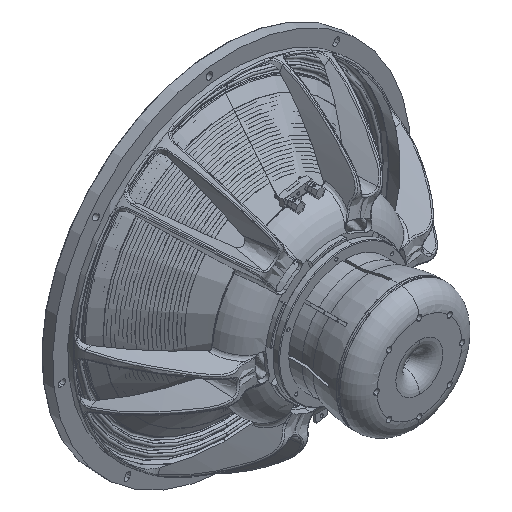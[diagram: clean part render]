
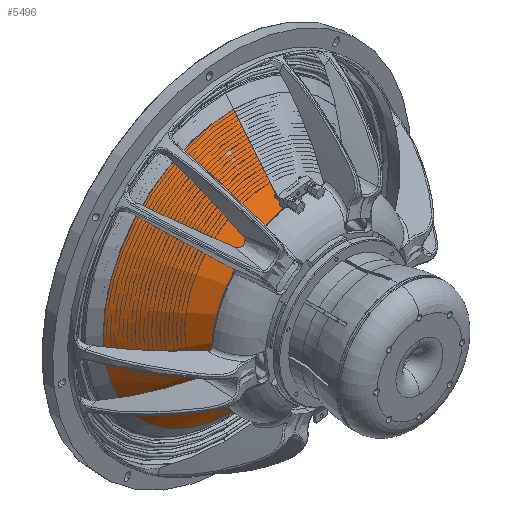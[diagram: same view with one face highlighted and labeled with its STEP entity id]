
A CAD part, isometric view. The second image highlights one B-rep face of the part: STEP entity #5496.
In plain terms, the highlighted conical face has half-angle 50.737 degrees and reference radius 68.7 mm.
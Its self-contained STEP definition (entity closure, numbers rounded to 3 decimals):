
#24 = CARTESIAN_POINT ( 'NONE',  ( 0., 177.011, 0. ) ) ;
#4847 = LINE ( 'NONE', #94177, #45301 ) ;
#5130 = AXIS2_PLACEMENT_3D ( 'NONE', #24, #30314, #60547 ) ;
#5496 = ADVANCED_FACE ( 'NONE', ( #82207 ), #17000, .T. ) ;
#7024 = VERTEX_POINT ( 'NONE', #8833 ) ;
#8833 = CARTESIAN_POINT ( 'NONE',  ( 0., 177.011, -68.7 ) ) ;
#15651 = ORIENTED_EDGE ( 'NONE', *, *, #21548, .T. ) ;
#17000 = CONICAL_SURFACE ( 'NONE', #19136, 68.7, 0.886 ) ;
#19136 = AXIS2_PLACEMENT_3D ( 'NONE', #61296, #45440, #66802 ) ;
#19614 = LINE ( 'NONE', #27563, #71178 ) ;
#21548 = EDGE_CURVE ( 'NONE', #64565, #47370, #34671, .T. ) ;
#26385 = CARTESIAN_POINT ( 'NONE',  ( 0., 284.339, 0. ) ) ;
#27563 = CARTESIAN_POINT ( 'NONE',  ( 0., 177.011, 68.7 ) ) ;
#30314 = DIRECTION ( 'NONE',  ( 0., -1., 0. ) ) ;
#30692 = CARTESIAN_POINT ( 'NONE',  ( 0., 284.339, 200. ) ) ;
#32617 = EDGE_CURVE ( 'NONE', #45678, #7024, #68550, .T. ) ;
#34671 = CIRCLE ( 'NONE', #69572, 200. ) ;
#45153 = EDGE_LOOP ( 'NONE', ( #70541, #47818, #48799, #15651 ) ) ;
#45301 = VECTOR ( 'NONE', #57441, 1000. ) ;
#45440 = DIRECTION ( 'NONE',  ( 0., 1., 0. ) ) ;
#45678 = VERTEX_POINT ( 'NONE', #63843 ) ;
#47370 = VERTEX_POINT ( 'NONE', #84189 ) ;
#47818 = ORIENTED_EDGE ( 'NONE', *, *, #32617, .F. ) ;
#48699 = DIRECTION ( 'NONE',  ( 0., 0., -1. ) ) ;
#48799 = ORIENTED_EDGE ( 'NONE', *, *, #85428, .T. ) ;
#57441 = DIRECTION ( 'NONE',  ( 0., 0.633, -0.774 ) ) ;
#60547 = DIRECTION ( 'NONE',  ( 0., 0., -1. ) ) ;
#61296 = CARTESIAN_POINT ( 'NONE',  ( 0., 177.011, 0. ) ) ;
#63144 = EDGE_CURVE ( 'NONE', #7024, #47370, #4847, .T. ) ;
#63843 = CARTESIAN_POINT ( 'NONE',  ( 0., 177.011, 68.7 ) ) ;
#64565 = VERTEX_POINT ( 'NONE', #30692 ) ;
#64763 = DIRECTION ( 'NONE',  ( 0., 0.633, 0.774 ) ) ;
#66802 = DIRECTION ( 'NONE',  ( 0., 0., 1. ) ) ;
#68550 = CIRCLE ( 'NONE', #5130, 68.7 ) ;
#69572 = AXIS2_PLACEMENT_3D ( 'NONE', #26385, #80962, #48699 ) ;
#70541 = ORIENTED_EDGE ( 'NONE', *, *, #63144, .F. ) ;
#71178 = VECTOR ( 'NONE', #64763, 1000. ) ;
#80962 = DIRECTION ( 'NONE',  ( 0., -1., 0. ) ) ;
#82207 = FACE_OUTER_BOUND ( 'NONE', #45153, .T. ) ;
#84189 = CARTESIAN_POINT ( 'NONE',  ( 0., 284.339, -200. ) ) ;
#85428 = EDGE_CURVE ( 'NONE', #45678, #64565, #19614, .T. ) ;
#94177 = CARTESIAN_POINT ( 'NONE',  ( 0., 177.011, -68.7 ) ) ;
